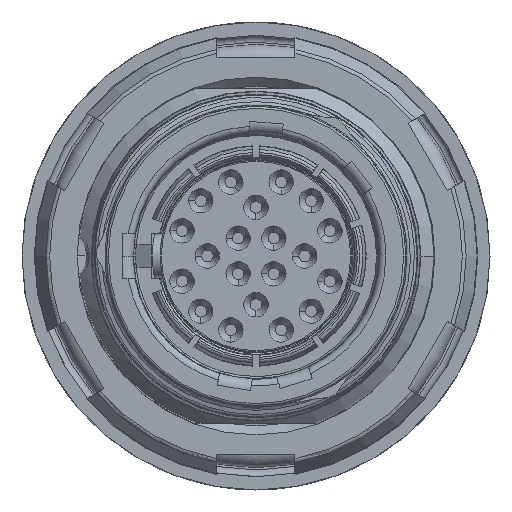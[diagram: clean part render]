
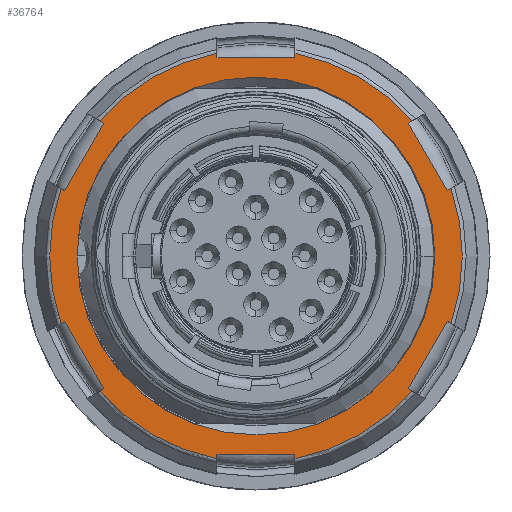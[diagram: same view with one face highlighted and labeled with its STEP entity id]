
A CAD part, left-side view. The second image highlights one B-rep face of the part: STEP entity #36764.
In plain terms, the highlighted face is planar.
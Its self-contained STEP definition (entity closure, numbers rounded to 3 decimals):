
#35311=CARTESIAN_POINT('',(0.,3.,0.));
#35312=DIRECTION('',(0.,1.,0.));
#35313=DIRECTION('',(-0.189,0.,-0.982));
#35314=AXIS2_PLACEMENT_3D('',#35311,#35312,#35313);
#35329=CARTESIAN_POINT('',(0.,3.,0.));
#35330=DIRECTION('',(0.,1.,0.));
#35331=DIRECTION('',(-0.945,0.,-0.327));
#35332=AXIS2_PLACEMENT_3D('',#35329,#35330,#35331);
#35365=CARTESIAN_POINT('',(0.,3.,0.));
#35366=DIRECTION('',(0.,1.,0.));
#35367=DIRECTION('',(0.756,0.,-0.655));
#35368=AXIS2_PLACEMENT_3D('',#35365,#35366,#35367);
#35419=CARTESIAN_POINT('',(0.,3.,0.));
#35420=DIRECTION('',(0.,1.,0.));
#35421=DIRECTION('',(-0.756,0.,0.655));
#35422=AXIS2_PLACEMENT_3D('',#35419,#35420,#35421);
#35455=CARTESIAN_POINT('',(0.,3.,0.));
#35456=DIRECTION('',(0.,1.,0.));
#35457=DIRECTION('',(0.189,0.,0.982));
#35458=AXIS2_PLACEMENT_3D('',#35455,#35456,#35457);
#35473=CARTESIAN_POINT('',(0.,3.,0.));
#35474=DIRECTION('',(0.,1.,0.));
#35475=DIRECTION('',(0.945,0.,0.327));
#35476=AXIS2_PLACEMENT_3D('',#35473,#35474,#35475);
#35499=DIRECTION('',(-0.866,0.,-0.5));
#35500=VECTOR('',#35499,0.19);
#35501=CARTESIAN_POINT('',(6.997,3.,6.061));
#35502=LINE('',#35501,#35500);
#35506=DIRECTION('',(0.,0.,-1.));
#35507=VECTOR('',#35506,0.19);
#35508=CARTESIAN_POINT('',(1.75,3.,9.09));
#35509=LINE('',#35508,#35507);
#35513=DIRECTION('',(1.,0.,0.));
#35514=VECTOR('',#35513,3.5);
#35515=CARTESIAN_POINT('',(-1.75,3.,8.9));
#35516=LINE('',#35515,#35514);
#35520=DIRECTION('',(0.,0.,-1.));
#35521=VECTOR('',#35520,0.19);
#35522=CARTESIAN_POINT('',(-1.75,3.,9.09));
#35523=LINE('',#35522,#35521);
#35527=DIRECTION('',(-0.866,0.,0.5));
#35528=VECTOR('',#35527,0.19);
#35529=CARTESIAN_POINT('',(-6.833,3.,5.966));
#35530=LINE('',#35529,#35528);
#35534=DIRECTION('',(0.5,0.,0.866));
#35535=VECTOR('',#35534,3.5);
#35536=CARTESIAN_POINT('',(-8.583,3.,2.934));
#35537=LINE('',#35536,#35535);
#35541=DIRECTION('',(0.866,0.,-0.5));
#35542=VECTOR('',#35541,0.19);
#35543=CARTESIAN_POINT('',(-8.747,3.,3.03));
#35544=LINE('',#35543,#35542);
#35548=DIRECTION('',(0.866,0.,0.5));
#35549=VECTOR('',#35548,0.19);
#35550=CARTESIAN_POINT('',(-8.747,3.,-3.03));
#35551=LINE('',#35550,#35549);
#35555=DIRECTION('',(-0.5,0.,0.866));
#35556=VECTOR('',#35555,3.5);
#35557=CARTESIAN_POINT('',(-6.833,3.,-5.966));
#35558=LINE('',#35557,#35556);
#35562=DIRECTION('',(0.866,0.,0.5));
#35563=VECTOR('',#35562,0.19);
#35564=CARTESIAN_POINT('',(-6.997,3.,-6.061));
#35565=LINE('',#35564,#35563);
#35569=DIRECTION('',(0.,0.,1.));
#35570=VECTOR('',#35569,0.19);
#35571=CARTESIAN_POINT('',(-1.75,3.,-9.09));
#35572=LINE('',#35571,#35570);
#35576=DIRECTION('',(-1.,0.,0.));
#35577=VECTOR('',#35576,3.5);
#35578=CARTESIAN_POINT('',(1.75,3.,-8.9));
#35579=LINE('',#35578,#35577);
#35583=DIRECTION('',(0.,0.,1.));
#35584=VECTOR('',#35583,0.19);
#35585=CARTESIAN_POINT('',(1.75,3.,-9.09));
#35586=LINE('',#35585,#35584);
#35590=DIRECTION('',(0.866,0.,-0.5));
#35591=VECTOR('',#35590,0.19);
#35592=CARTESIAN_POINT('',(6.833,3.,-5.966));
#35593=LINE('',#35592,#35591);
#35597=DIRECTION('',(-0.5,0.,-0.866));
#35598=VECTOR('',#35597,3.5);
#35599=CARTESIAN_POINT('',(8.583,3.,-2.934));
#35600=LINE('',#35599,#35598);
#35604=DIRECTION('',(-0.866,0.,0.5));
#35605=VECTOR('',#35604,0.19);
#35606=CARTESIAN_POINT('',(8.747,3.,-3.03));
#35607=LINE('',#35606,#35605);
#35611=DIRECTION('',(-0.866,0.,-0.5));
#35612=VECTOR('',#35611,0.19);
#35613=CARTESIAN_POINT('',(8.747,3.,3.03));
#35614=LINE('',#35613,#35612);
#35618=DIRECTION('',(0.5,0.,-0.866));
#35619=VECTOR('',#35618,3.5);
#35620=CARTESIAN_POINT('',(6.833,3.,5.966));
#35621=LINE('',#35620,#35619);
#35640=CARTESIAN_POINT('',(0.,3.,0.));
#35641=DIRECTION('',(0.,-1.,0.));
#35642=DIRECTION('',(-1.,0.,0.));
#35643=AXIS2_PLACEMENT_3D('',#35640,#35641,#35642);
#35663=CARTESIAN_POINT('',(0.,3.,0.));
#35664=DIRECTION('',(0.,1.,0.));
#35665=DIRECTION('',(-1.,0.,0.));
#35666=AXIS2_PLACEMENT_3D('',#35663,#35664,#35665);
#35897=CARTESIAN_POINT('',(-8.583,3.,2.934));
#35898=VERTEX_POINT('',#35897);
#35899=CARTESIAN_POINT('',(-6.833,3.,5.966));
#35900=VERTEX_POINT('',#35899);
#35905=CARTESIAN_POINT('',(-8.025,3.,0.));
#35906=CARTESIAN_POINT('',(8.025,3.,0.));
#35907=VERTEX_POINT('',#35905);
#35908=VERTEX_POINT('',#35906);
#35917=CARTESIAN_POINT('',(-8.747,3.,3.03));
#35918=VERTEX_POINT('',#35917);
#35919=CARTESIAN_POINT('',(-6.997,3.,6.061));
#35920=VERTEX_POINT('',#35919);
#35941=CARTESIAN_POINT('',(1.75,3.,-9.09));
#35942=CARTESIAN_POINT('',(1.75,3.,-8.9));
#35943=VERTEX_POINT('',#35941);
#35944=VERTEX_POINT('',#35942);
#35945=CARTESIAN_POINT('',(-1.75,3.,-8.9));
#35946=VERTEX_POINT('',#35945);
#35947=CARTESIAN_POINT('',(-1.75,3.,-9.09));
#35948=VERTEX_POINT('',#35947);
#35969=CARTESIAN_POINT('',(-6.997,3.,-6.061));
#35970=CARTESIAN_POINT('',(-6.833,3.,-5.966));
#35971=VERTEX_POINT('',#35969);
#35972=VERTEX_POINT('',#35970);
#35973=CARTESIAN_POINT('',(-8.583,3.,-2.934));
#35974=VERTEX_POINT('',#35973);
#35975=CARTESIAN_POINT('',(-8.747,3.,-3.03));
#35976=VERTEX_POINT('',#35975);
#35997=CARTESIAN_POINT('',(8.747,3.,-3.03));
#35998=CARTESIAN_POINT('',(8.583,3.,-2.934));
#35999=VERTEX_POINT('',#35997);
#36000=VERTEX_POINT('',#35998);
#36001=CARTESIAN_POINT('',(6.833,3.,-5.966));
#36002=VERTEX_POINT('',#36001);
#36003=CARTESIAN_POINT('',(6.997,3.,-6.061));
#36004=VERTEX_POINT('',#36003);
#36025=CARTESIAN_POINT('',(-1.75,3.,9.09));
#36026=CARTESIAN_POINT('',(-1.75,3.,8.9));
#36027=VERTEX_POINT('',#36025);
#36028=VERTEX_POINT('',#36026);
#36029=CARTESIAN_POINT('',(1.75,3.,8.9));
#36030=VERTEX_POINT('',#36029);
#36031=CARTESIAN_POINT('',(1.75,3.,9.09));
#36032=VERTEX_POINT('',#36031);
#36053=CARTESIAN_POINT('',(6.997,3.,6.061));
#36054=CARTESIAN_POINT('',(6.833,3.,5.966));
#36055=VERTEX_POINT('',#36053);
#36056=VERTEX_POINT('',#36054);
#36057=CARTESIAN_POINT('',(8.583,3.,2.934));
#36058=VERTEX_POINT('',#36057);
#36059=CARTESIAN_POINT('',(8.747,3.,3.03));
#36060=VERTEX_POINT('',#36059);
#36714=CARTESIAN_POINT('',(0.,3.,0.));
#36715=DIRECTION('',(0.,-1.,0.));
#36716=DIRECTION('',(1.,0.,0.));
#36717=AXIS2_PLACEMENT_3D('',#36714,#36715,#36716);
#36718=PLANE('',#36717);
#36719=ORIENTED_EDGE('',*,*,#36195,.F.);
#36720=ORIENTED_EDGE('',*,*,#36694,.F.);
#36722=ORIENTED_EDGE('',*,*,#36721,.T.);
#36724=ORIENTED_EDGE('',*,*,#36723,.F.);
#36726=ORIENTED_EDGE('',*,*,#36725,.F.);
#36727=ORIENTED_EDGE('',*,*,#36680,.F.);
#36729=ORIENTED_EDGE('',*,*,#36728,.F.);
#36731=ORIENTED_EDGE('',*,*,#36730,.F.);
#36733=ORIENTED_EDGE('',*,*,#36732,.F.);
#36734=ORIENTED_EDGE('',*,*,#36648,.F.);
#36736=ORIENTED_EDGE('',*,*,#36735,.T.);
#36738=ORIENTED_EDGE('',*,*,#36737,.F.);
#36739=ORIENTED_EDGE('',*,*,#36306,.F.);
#36740=ORIENTED_EDGE('',*,*,#36636,.F.);
#36741=ORIENTED_EDGE('',*,*,#36409,.T.);
#36742=ORIENTED_EDGE('',*,*,#36430,.F.);
#36743=ORIENTED_EDGE('',*,*,#36450,.F.);
#36744=ORIENTED_EDGE('',*,*,#36663,.F.);
#36746=ORIENTED_EDGE('',*,*,#36745,.F.);
#36748=ORIENTED_EDGE('',*,*,#36747,.F.);
#36750=ORIENTED_EDGE('',*,*,#36749,.F.);
#36751=ORIENTED_EDGE('',*,*,#36706,.F.);
#36753=ORIENTED_EDGE('',*,*,#36752,.T.);
#36755=ORIENTED_EDGE('',*,*,#36754,.F.);
#36756=EDGE_LOOP('',(#36719,#36720,#36722,#36724,#36726,#36727,#36729,#36731,
#36733,#36734,#36736,#36738,#36739,#36740,#36741,#36742,#36743,#36744,#36746,
#36748,#36750,#36751,#36753,#36755));
#36757=FACE_OUTER_BOUND('',#36756,.F.);
#36759=ORIENTED_EDGE('',*,*,#36758,.F.);
#36761=ORIENTED_EDGE('',*,*,#36760,.T.);
#36762=EDGE_LOOP('',(#36759,#36761));
#36763=FACE_BOUND('',#36762,.F.);
#35315=CIRCLE('',#35314,9.257);
#35333=CIRCLE('',#35332,9.257);
#35369=CIRCLE('',#35368,9.257);
#35423=CIRCLE('',#35422,9.257);
#35459=CIRCLE('',#35458,9.257);
#35477=CIRCLE('',#35476,9.257);
#35644=CIRCLE('',#35643,8.025);
#35667=CIRCLE('',#35666,8.025);
#36195=EDGE_CURVE('',#36055,#36056,#35502,.T.);
#36306=EDGE_CURVE('',#35971,#35972,#35565,.T.);
#36409=EDGE_CURVE('',#35948,#35946,#35572,.T.);
#36430=EDGE_CURVE('',#35944,#35946,#35579,.T.);
#36450=EDGE_CURVE('',#35943,#35944,#35586,.T.);
#36636=EDGE_CURVE('',#35948,#35971,#35315,.T.);
#36648=EDGE_CURVE('',#35976,#35918,#35333,.T.);
#36663=EDGE_CURVE('',#36004,#35943,#35369,.T.);
#36680=EDGE_CURVE('',#35920,#36027,#35423,.T.);
#36694=EDGE_CURVE('',#36032,#36055,#35459,.T.);
#36706=EDGE_CURVE('',#36060,#35999,#35477,.T.);
#36721=EDGE_CURVE('',#36032,#36030,#35509,.T.);
#36723=EDGE_CURVE('',#36028,#36030,#35516,.T.);
#36725=EDGE_CURVE('',#36027,#36028,#35523,.T.);
#36728=EDGE_CURVE('',#35900,#35920,#35530,.T.);
#36730=EDGE_CURVE('',#35898,#35900,#35537,.T.);
#36732=EDGE_CURVE('',#35918,#35898,#35544,.T.);
#36735=EDGE_CURVE('',#35976,#35974,#35551,.T.);
#36737=EDGE_CURVE('',#35972,#35974,#35558,.T.);
#36745=EDGE_CURVE('',#36002,#36004,#35593,.T.);
#36747=EDGE_CURVE('',#36000,#36002,#35600,.T.);
#36749=EDGE_CURVE('',#35999,#36000,#35607,.T.);
#36752=EDGE_CURVE('',#36060,#36058,#35614,.T.);
#36754=EDGE_CURVE('',#36056,#36058,#35621,.T.);
#36758=EDGE_CURVE('',#35907,#35908,#35644,.T.);
#36760=EDGE_CURVE('',#35907,#35908,#35667,.T.);
#36764=ADVANCED_FACE('',(#36757,#36763),#36718,.F.);
